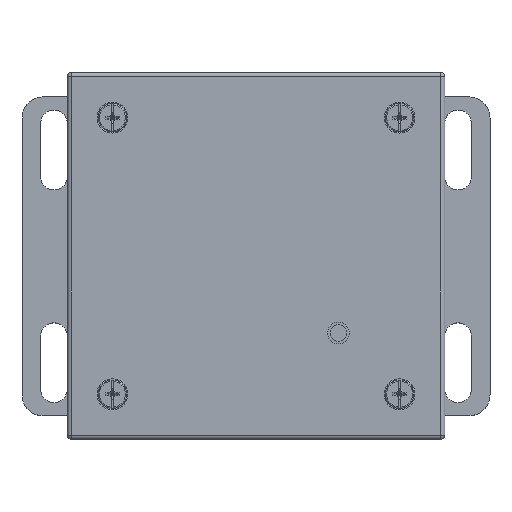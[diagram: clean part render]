
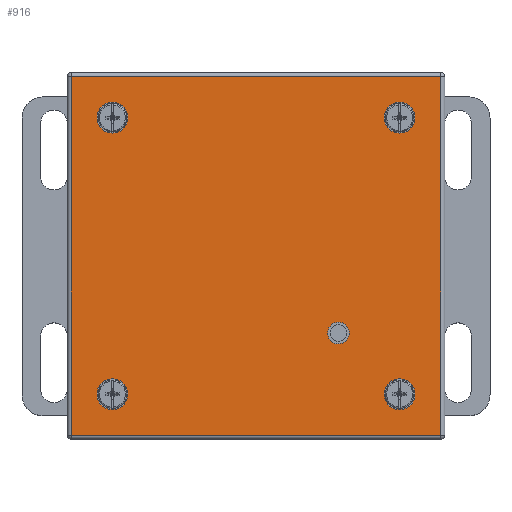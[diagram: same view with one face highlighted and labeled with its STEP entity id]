
A CAD part, top view. The second image highlights one B-rep face of the part: STEP entity #916.
In plain terms, the highlighted planar face has unit normal (0, 0, 1).
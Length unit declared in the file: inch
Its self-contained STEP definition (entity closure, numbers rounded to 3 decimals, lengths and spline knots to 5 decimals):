
#76 = CARTESIAN_POINT ( 'NONE',  ( -0.10625, 8.05245, 3.135 ) ) ;
#147 = CARTESIAN_POINT ( 'NONE',  ( 3.03115, 1.09365, 3.135 ) ) ;
#171 = AXIS2_PLACEMENT_3D ( 'NONE', #14933, #13751, #9931 ) ;
#259 = DIRECTION ( 'NONE',  ( -1., 0., 0. ) ) ;
#414 = VERTEX_POINT ( 'NONE', #13242 ) ;
#712 = LINE ( 'NONE', #1037, #9986 ) ;
#916 = ADVANCED_FACE ( 'NONE', ( #8160, #13006, #11811, #14286, #10603, #15470 ), #4583, .F. ) ;
#946 = CIRCLE ( 'NONE', #12380, 0.133 ) ;
#1037 = CARTESIAN_POINT ( 'NONE',  ( 4.23115, 8.05245, 3.135 ) ) ;
#1197 = EDGE_CURVE ( 'NONE', #9883, #9883, #946, .T. ) ;
#1497 = VECTOR ( 'NONE', #11954, 39.37008 ) ;
#1882 = AXIS2_PLACEMENT_3D ( 'NONE', #147, #14695, #14830 ) ;
#2188 = EDGE_LOOP ( 'NONE', ( #12520, #10270, #11097, #7054 ) ) ;
#2217 = EDGE_CURVE ( 'NONE', #4121, #9164, #9110, .T. ) ;
#2396 = LINE ( 'NONE', #2564, #4182 ) ;
#2564 = CARTESIAN_POINT ( 'NONE',  ( 4.28117, 4.10625, 3.135 ) ) ;
#2946 = CIRCLE ( 'NONE', #171, 0.133 ) ;
#3145 = ORIENTED_EDGE ( 'NONE', *, *, #10932, .T. ) ;
#3624 = EDGE_LOOP ( 'NONE', ( #10826 ) ) ;
#4070 = CARTESIAN_POINT ( 'NONE',  ( 0.242, 0.3749, 3.135 ) ) ;
#4121 = VERTEX_POINT ( 'NONE', #10962 ) ;
#4182 = VECTOR ( 'NONE', #10714, 39.37008 ) ;
#4242 = EDGE_CURVE ( 'NONE', #8992, #8992, #2946, .T. ) ;
#4290 = ORIENTED_EDGE ( 'NONE', *, *, #4408, .T. ) ;
#4408 = EDGE_CURVE ( 'NONE', #15187, #15187, #6388, .T. ) ;
#4583 = PLANE ( 'NONE',  #12631 ) ;
#4589 = EDGE_LOOP ( 'NONE', ( #4290 ) ) ;
#5071 = EDGE_LOOP ( 'NONE', ( #3145 ) ) ;
#5717 = DIRECTION ( 'NONE',  ( -1., 0., 0. ) ) ;
#5828 = EDGE_CURVE ( 'NONE', #9164, #414, #712, .T. ) ;
#6066 = CARTESIAN_POINT ( 'NONE',  ( 2.9346, 1.09365, 3.135 ) ) ;
#6388 = CIRCLE ( 'NONE', #6629, 0.133 ) ;
#6513 = VERTEX_POINT ( 'NONE', #9196 ) ;
#6629 = AXIS2_PLACEMENT_3D ( 'NONE', #7146, #11978, #9516 ) ;
#7037 = CARTESIAN_POINT ( 'NONE',  ( 4.28117, -0.10635, 3.135 ) ) ;
#7053 = DIRECTION ( 'NONE',  ( 0., 0., -1. ) ) ;
#7054 = ORIENTED_EDGE ( 'NONE', *, *, #9038, .T. ) ;
#7146 = CARTESIAN_POINT ( 'NONE',  ( 0.375, 3.625, 3.135 ) ) ;
#7642 = ORIENTED_EDGE ( 'NONE', *, *, #1197, .T. ) ;
#7865 = AXIS2_PLACEMENT_3D ( 'NONE', #9798, #8376, #259 ) ;
#7948 = CARTESIAN_POINT ( 'NONE',  ( 0.242, 3.625, 3.135 ) ) ;
#8160 = FACE_BOUND ( 'NONE', #12932, .T. ) ;
#8242 = VERTEX_POINT ( 'NONE', #8711 ) ;
#8376 = DIRECTION ( 'NONE',  ( 0., 0., -1. ) ) ;
#8711 = CARTESIAN_POINT ( 'NONE',  ( -0.10625, 4.10625, 3.135 ) ) ;
#8765 = CIRCLE ( 'NONE', #1882, 0.09655 ) ;
#8775 = ORIENTED_EDGE ( 'NONE', *, *, #13023, .T. ) ;
#8992 = VERTEX_POINT ( 'NONE', #4070 ) ;
#9038 = EDGE_CURVE ( 'NONE', #414, #8242, #2396, .T. ) ;
#9110 = LINE ( 'NONE', #7037, #1497 ) ;
#9164 = VERTEX_POINT ( 'NONE', #13606 ) ;
#9179 = CARTESIAN_POINT ( 'NONE',  ( 4.28117, 8.05245, 3.135 ) ) ;
#9196 = CARTESIAN_POINT ( 'NONE',  ( 3.6169, 0.3749, 3.135 ) ) ;
#9516 = DIRECTION ( 'NONE',  ( -1., 0., 0. ) ) ;
#9798 = CARTESIAN_POINT ( 'NONE',  ( 3.7499, 0.3749, 3.135 ) ) ;
#9883 = VERTEX_POINT ( 'NONE', #13547 ) ;
#9905 = DIRECTION ( 'NONE',  ( 0., -1., 0. ) ) ;
#9931 = DIRECTION ( 'NONE',  ( -1., 0., 0. ) ) ;
#9986 = VECTOR ( 'NONE', #11684, 39.37008 ) ;
#10270 = ORIENTED_EDGE ( 'NONE', *, *, #2217, .T. ) ;
#10603 = FACE_BOUND ( 'NONE', #4589, .T. ) ;
#10714 = DIRECTION ( 'NONE',  ( -1., 0., 0. ) ) ;
#10826 = ORIENTED_EDGE ( 'NONE', *, *, #4242, .T. ) ;
#10932 = EDGE_CURVE ( 'NONE', #12334, #12334, #8765, .T. ) ;
#10962 = CARTESIAN_POINT ( 'NONE',  ( -0.10625, -0.10635, 3.135 ) ) ;
#11096 = EDGE_LOOP ( 'NONE', ( #8775 ) ) ;
#11097 = ORIENTED_EDGE ( 'NONE', *, *, #5828, .T. ) ;
#11684 = DIRECTION ( 'NONE',  ( 0., 1., 0. ) ) ;
#11811 = FACE_BOUND ( 'NONE', #11096, .T. ) ;
#11954 = DIRECTION ( 'NONE',  ( 1., 0., 0. ) ) ;
#11978 = DIRECTION ( 'NONE',  ( 0., 0., -1. ) ) ;
#11992 = CARTESIAN_POINT ( 'NONE',  ( 3.7499, 3.625, 3.135 ) ) ;
#12146 = LINE ( 'NONE', #76, #14746 ) ;
#12334 = VERTEX_POINT ( 'NONE', #6066 ) ;
#12380 = AXIS2_PLACEMENT_3D ( 'NONE', #11992, #13117, #5717 ) ;
#12520 = ORIENTED_EDGE ( 'NONE', *, *, #14786, .T. ) ;
#12631 = AXIS2_PLACEMENT_3D ( 'NONE', #9179, #7053, #14380 ) ;
#12932 = EDGE_LOOP ( 'NONE', ( #7642 ) ) ;
#13006 = FACE_BOUND ( 'NONE', #5071, .T. ) ;
#13023 = EDGE_CURVE ( 'NONE', #6513, #6513, #13221, .T. ) ;
#13117 = DIRECTION ( 'NONE',  ( 0., 0., -1. ) ) ;
#13221 = CIRCLE ( 'NONE', #7865, 0.133 ) ;
#13242 = CARTESIAN_POINT ( 'NONE',  ( 4.23115, 4.10625, 3.135 ) ) ;
#13547 = CARTESIAN_POINT ( 'NONE',  ( 3.6169, 3.625, 3.135 ) ) ;
#13606 = CARTESIAN_POINT ( 'NONE',  ( 4.23115, -0.10635, 3.135 ) ) ;
#13751 = DIRECTION ( 'NONE',  ( 0., 0., -1. ) ) ;
#14286 = FACE_BOUND ( 'NONE', #3624, .T. ) ;
#14380 = DIRECTION ( 'NONE',  ( -1., 0., 0. ) ) ;
#14695 = DIRECTION ( 'NONE',  ( 0., 0., -1. ) ) ;
#14746 = VECTOR ( 'NONE', #9905, 39.37008 ) ;
#14786 = EDGE_CURVE ( 'NONE', #8242, #4121, #12146, .T. ) ;
#14830 = DIRECTION ( 'NONE',  ( -1., 0., 0. ) ) ;
#14933 = CARTESIAN_POINT ( 'NONE',  ( 0.375, 0.3749, 3.135 ) ) ;
#15187 = VERTEX_POINT ( 'NONE', #7948 ) ;
#15470 = FACE_OUTER_BOUND ( 'NONE', #2188, .T. ) ;
